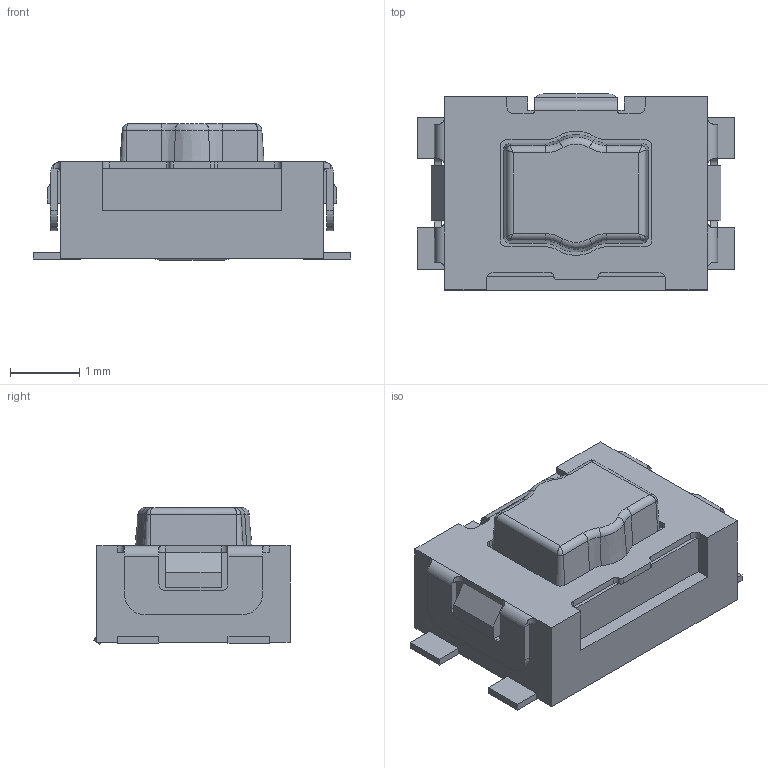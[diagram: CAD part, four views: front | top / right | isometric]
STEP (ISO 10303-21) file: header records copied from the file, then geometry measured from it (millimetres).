
FILE_DESCRIPTION (( 'STEP AP214' ), '1' );
FILE_NAME ('KEY-SMD_5P-L4.2-W2.8-H1.9-LS4.6-P1.6.step', '2022-07-02T15:14:53', ( '' ), ( '' ), 'SwSTEP 2.0', 'SolidWorks 2020', '' );
FILE_SCHEMA (( 'AUTOMOTIVE_DESIGN' ));
Length unit declared in the file: millimetre
Products named in the file (1): KEY-SMD_5P-L4.2-W2.8-H1.9-LS4.6-P1.6
Bounding box: 4.6 x 2.84 x 1.98 mm (x, y, z)
Volume: 16.4 mm3; surface area: 57.8 mm2
Topology: 1 solids, 1 shells, 470 faces, 1272 edges, 824 vertices
Faces by surface type: plane 282, bspline 116, cylinder 56, cone 10, torus 6
Entity records: 22012 total; most frequent: CARTESIAN_POINT 5751, ORIENTED_EDGE 2536, DIRECTION 1850, EDGE_CURVE 1268, LINE 892, VECTOR 892, VERTEX_POINT 824, EDGE_LOOP 498
